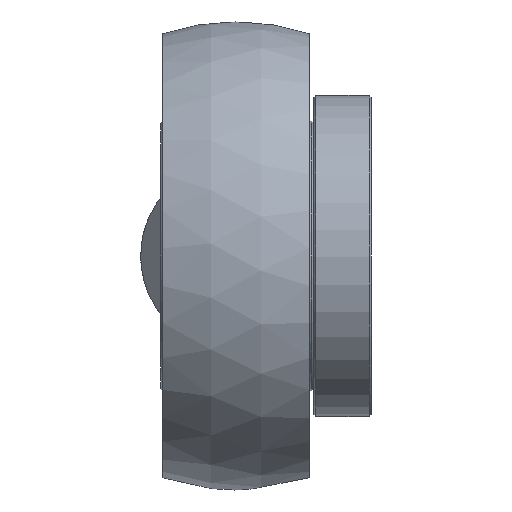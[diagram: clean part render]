
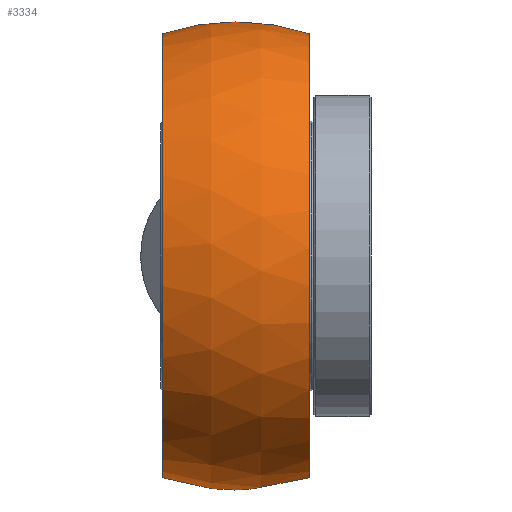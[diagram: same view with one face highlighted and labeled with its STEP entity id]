
A CAD part, front view. The second image highlights one B-rep face of the part: STEP entity #3334.
In plain terms, the highlighted spherical face has radius 59 mm.
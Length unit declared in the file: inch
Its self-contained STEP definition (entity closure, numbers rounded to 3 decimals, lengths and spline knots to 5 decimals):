
#248=CARTESIAN_POINT('',(-2.20569,0.,0.72835));
#249=VERTEX_POINT('',#248);
#257=CARTESIAN_POINT('',(0.60192,2.12197,0.72835));
#258=VERTEX_POINT('',#257);
#259=CARTESIAN_POINT('',(0.,0.,0.72835));
#260=DIRECTION('',(0.,-0.,1.));
#261=DIRECTION('',(0.,1.,0.));
#262=AXIS2_PLACEMENT_3D('',#259,#260,#261);
#263=CIRCLE('',#262,2.20569);
#264=EDGE_CURVE('',#249,#258,#263,.T.);
#2980=CARTESIAN_POINT('',(2.31682,0.11811,-0.11811));
#2981=VERTEX_POINT('',#2980);
#2988=CARTESIAN_POINT('',(0.93747,2.12197,-0.11811));
#2989=VERTEX_POINT('',#2988);
#2990=CARTESIAN_POINT('',(-0.,0.,-0.11811));
#2991=DIRECTION('',(-0.,-0.,-1.));
#2992=DIRECTION('',(0.,-1.,0.));
#2993=AXIS2_PLACEMENT_3D('',#2990,#2991,#2992);
#2994=CIRCLE('',#2993,2.31983);
#2995=EDGE_CURVE('',#2989,#2981,#2994,.T.);
#3211=CARTESIAN_POINT('',(2.31682,0.11811,0.11811));
#3212=VERTEX_POINT('',#3211);
#3219=CARTESIAN_POINT('',(-0.,0.11811,0.));
#3220=DIRECTION('',(0.,-1.,-0.));
#3221=DIRECTION('',(0.,-0.,1.));
#3222=AXIS2_PLACEMENT_3D('',#3219,#3220,#3221);
#3223=CIRCLE('',#3222,2.31983);
#3224=EDGE_CURVE('',#2981,#3212,#3223,.T.);
#3270=CARTESIAN_POINT('',(0.93747,2.12197,0.11811));
#3271=VERTEX_POINT('',#3270);
#3278=CARTESIAN_POINT('',(0.,0.,0.11811));
#3279=DIRECTION('',(0.,-0.,1.));
#3280=DIRECTION('',(0.,1.,0.));
#3281=AXIS2_PLACEMENT_3D('',#3278,#3279,#3280);
#3282=CIRCLE('',#3281,2.31983);
#3283=EDGE_CURVE('',#3212,#3271,#3282,.T.);
#3291=CARTESIAN_POINT('',(0.,0.,0.));
#3292=DIRECTION('',(0.,0.,1.));
#3293=DIRECTION('',(1.,0.,0.));
#3294=AXIS2_PLACEMENT_3D('',#3291,#3292,#3293);
#3295=SPHERICAL_SURFACE('',#3294,2.32283);
#3296=CARTESIAN_POINT('',(-2.20569,0.,-0.72835));
#3297=VERTEX_POINT('',#3296);
#3298=CARTESIAN_POINT('',(0.,0.,0.));
#3299=DIRECTION('',(-0.,-1.,-0.));
#3300=DIRECTION('',(-1.,0.,0.));
#3301=AXIS2_PLACEMENT_3D('',#3298,#3299,#3300);
#3302=CIRCLE('',#3301,2.32283);
#3303=EDGE_CURVE('',#249,#3297,#3302,.T.);
#3304=ORIENTED_EDGE('',*,*,#3303,.T.);
#3305=CARTESIAN_POINT('',(0.60192,2.12197,-0.72835));
#3306=VERTEX_POINT('',#3305);
#3307=CARTESIAN_POINT('',(0.,0.,-0.72835));
#3308=DIRECTION('',(0.,0.,-1.));
#3309=DIRECTION('',(0.,-1.,0.));
#3310=AXIS2_PLACEMENT_3D('',#3307,#3308,#3309);
#3311=CIRCLE('',#3310,2.20569);
#3312=EDGE_CURVE('',#3306,#3297,#3311,.T.);
#3313=ORIENTED_EDGE('',*,*,#3312,.F.);
#3314=CARTESIAN_POINT('',(0.,2.12197,0.));
#3315=DIRECTION('',(0.,-1.,0.));
#3316=DIRECTION('',(1.,0.,0.));
#3317=AXIS2_PLACEMENT_3D('',#3314,#3315,#3316);
#3318=CIRCLE('',#3317,0.94488);
#3319=EDGE_CURVE('',#3306,#2989,#3318,.T.);
#3320=ORIENTED_EDGE('',*,*,#3319,.T.);
#3321=ORIENTED_EDGE('',*,*,#2995,.T.);
#3322=ORIENTED_EDGE('',*,*,#3224,.T.);
#3323=ORIENTED_EDGE('',*,*,#3283,.T.);
#3324=CARTESIAN_POINT('',(0.,2.12197,0.));
#3325=DIRECTION('',(0.,-1.,0.));
#3326=DIRECTION('',(1.,0.,0.));
#3327=AXIS2_PLACEMENT_3D('',#3324,#3325,#3326);
#3328=CIRCLE('',#3327,0.94488);
#3329=EDGE_CURVE('',#3271,#258,#3328,.T.);
#3330=ORIENTED_EDGE('',*,*,#3329,.T.);
#3331=ORIENTED_EDGE('',*,*,#264,.F.);
#3332=EDGE_LOOP('',(#3304,#3313,#3320,#3321,#3322,#3323,#3330,#3331));
#3333=FACE_BOUND('',#3332,.T.);
#3334=ADVANCED_FACE('',(#3333),#3295,.T.);
